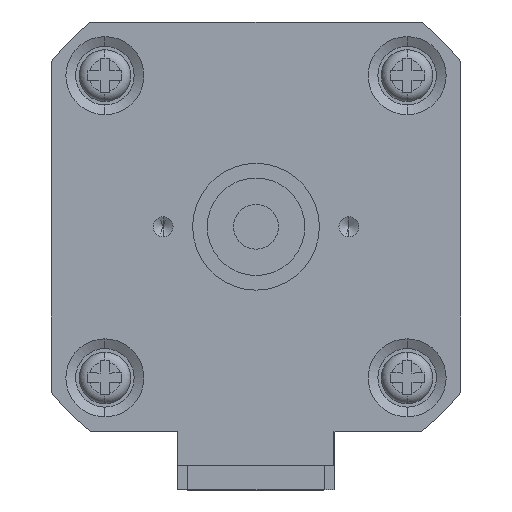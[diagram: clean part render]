
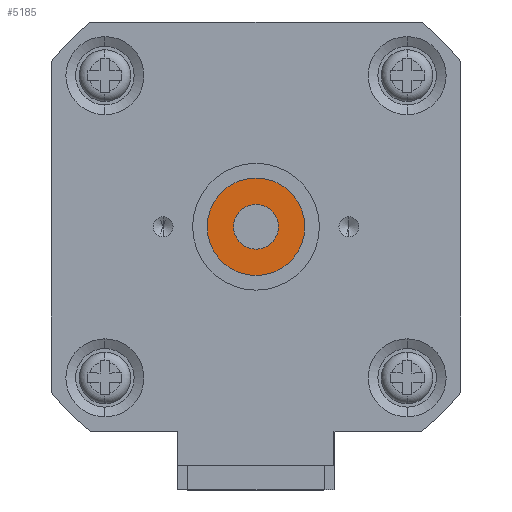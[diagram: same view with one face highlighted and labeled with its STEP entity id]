
A CAD part, front view. The second image highlights one B-rep face of the part: STEP entity #5185.
In plain terms, the highlighted planar face has unit normal (0, -1, 0).
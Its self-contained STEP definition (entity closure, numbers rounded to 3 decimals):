
#252 = CIRCLE ( 'NONE', #2787, 2.3 ) ;
#654 = CARTESIAN_POINT ( 'NONE',  ( 17.65, 2.3, 17.65 ) ) ;
#742 = CIRCLE ( 'NONE', #4946, 2.3 ) ;
#779 = DIRECTION ( 'NONE',  ( 0., 0., -1. ) ) ;
#1131 = CARTESIAN_POINT ( 'NONE',  ( 17.65, 2.3, 17.65 ) ) ;
#1850 = DIRECTION ( 'NONE',  ( 0., -1., 0. ) ) ;
#1865 = CARTESIAN_POINT ( 'NONE',  ( 17.65, 2.3, 17.65 ) ) ;
#2024 = DIRECTION ( 'NONE',  ( 0., 0., -1. ) ) ;
#2140 = CARTESIAN_POINT ( 'NONE',  ( 17.65, 2.3, 12.65 ) ) ;
#2437 = DIRECTION ( 'NONE',  ( 0., -1., 0. ) ) ;
#2703 = ORIENTED_EDGE ( 'NONE', *, *, #7675, .F. ) ;
#2745 = DIRECTION ( 'NONE',  ( 0., 0., -1. ) ) ;
#2787 = AXIS2_PLACEMENT_3D ( 'NONE', #1131, #7217, #2024 ) ;
#3091 = FACE_BOUND ( 'NONE', #7755, .T. ) ;
#3663 = VERTEX_POINT ( 'NONE', #5171 ) ;
#4405 = EDGE_LOOP ( 'NONE', ( #4576, #7300 ) ) ;
#4576 = ORIENTED_EDGE ( 'NONE', *, *, #7460, .T. ) ;
#4853 = VERTEX_POINT ( 'NONE', #6845 ) ;
#4946 = AXIS2_PLACEMENT_3D ( 'NONE', #1865, #7934, #2745 ) ;
#5171 = CARTESIAN_POINT ( 'NONE',  ( 17.65, 2.3, 15.35 ) ) ;
#5185 = ADVANCED_FACE ( 'NONE', ( #3091, #11153 ), #7576, .T. ) ;
#5904 = CIRCLE ( 'NONE', #6170, 5. ) ;
#5990 = DIRECTION ( 'NONE',  ( 0., -1., 0. ) ) ;
#6170 = AXIS2_PLACEMENT_3D ( 'NONE', #7052, #1850, #7921 ) ;
#6266 = CARTESIAN_POINT ( 'NONE',  ( 17.65, 2.3, 19.95 ) ) ;
#6845 = CARTESIAN_POINT ( 'NONE',  ( 17.65, 2.3, 22.65 ) ) ;
#6895 = VERTEX_POINT ( 'NONE', #6266 ) ;
#7030 = VERTEX_POINT ( 'NONE', #2140 ) ;
#7052 = CARTESIAN_POINT ( 'NONE',  ( 17.65, 2.3, 17.65 ) ) ;
#7217 = DIRECTION ( 'NONE',  ( 0., -1., 0. ) ) ;
#7300 = ORIENTED_EDGE ( 'NONE', *, *, #7310, .T. ) ;
#7310 = EDGE_CURVE ( 'NONE', #7030, #4853, #9094, .T. ) ;
#7460 = EDGE_CURVE ( 'NONE', #4853, #7030, #5904, .T. ) ;
#7576 = PLANE ( 'NONE',  #9326 ) ;
#7675 = EDGE_CURVE ( 'NONE', #3663, #6895, #742, .T. ) ;
#7755 = EDGE_LOOP ( 'NONE', ( #10351, #2703 ) ) ;
#7921 = DIRECTION ( 'NONE',  ( 0., 0., -1. ) ) ;
#7934 = DIRECTION ( 'NONE',  ( 0., -1., 0. ) ) ;
#8515 = DIRECTION ( 'NONE',  ( 0., 0., -1. ) ) ;
#9094 = CIRCLE ( 'NONE', #10548, 5. ) ;
#9326 = AXIS2_PLACEMENT_3D ( 'NONE', #654, #2437, #8515 ) ;
#10308 = EDGE_CURVE ( 'NONE', #6895, #3663, #252, .T. ) ;
#10351 = ORIENTED_EDGE ( 'NONE', *, *, #10308, .F. ) ;
#10548 = AXIS2_PLACEMENT_3D ( 'NONE', #11268, #5990, #779 ) ;
#11153 = FACE_OUTER_BOUND ( 'NONE', #4405, .T. ) ;
#11268 = CARTESIAN_POINT ( 'NONE',  ( 17.65, 2.3, 17.65 ) ) ;
